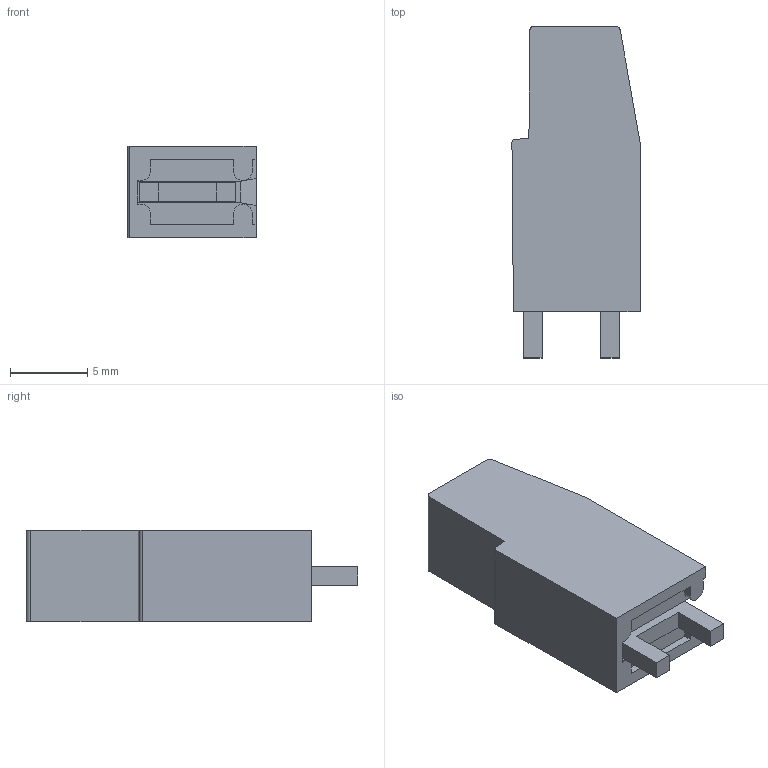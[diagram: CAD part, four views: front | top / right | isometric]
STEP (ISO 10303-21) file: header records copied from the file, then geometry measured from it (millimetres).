
FILE_DESCRIPTION( ( 'STEP AP214' ), '1' );
FILE_NAME( ' ', ' ', ( ' ' ), ( ' ' ), 'PSStep 11.0', 'VISI 17.0', ' ' );
FILE_SCHEMA( ( 'AUTOMOTIVE_DESIGN { 1 0 10303 214 1 1 1 1 }' ) );
Length unit declared in the file: millimetre
Products named in the file (1): 1
Bounding box: 8.3 x 21.5 x 5.9 mm (x, y, z)
Volume: 647.9 mm3; surface area: 1258 mm2
Topology: 1 solids, 1 shells, 83 faces, 229 edges, 149 vertices
Faces by surface type: plane 66, cylinder 14, cone 3
Full cylindrical faces by diameter (mm): 2.2 x1, 2.6 x1, 3 x2, 3.1 x1, 4 x1, 4.2 x1
Entity records: 3205 total; most frequent: CARTESIAN_POINT 442, ORIENTED_EDGE 428, DIRECTION 414, EDGE_CURVE 214, LINE 182, VECTOR 182, VERTEX_POINT 144, AXIS2_PLACEMENT_3D 116
